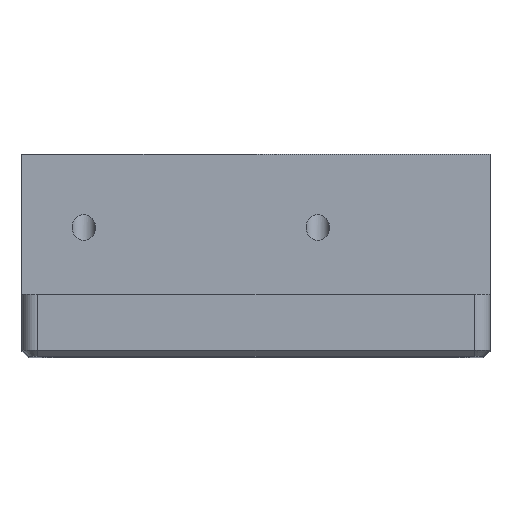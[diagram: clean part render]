
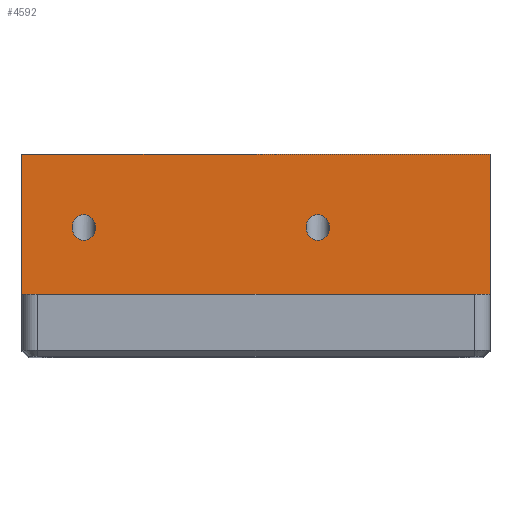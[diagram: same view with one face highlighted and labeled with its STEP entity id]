
A CAD part, top view. The second image highlights one B-rep face of the part: STEP entity #4592.
In plain terms, the highlighted planar face has unit normal (0, 0, 1).
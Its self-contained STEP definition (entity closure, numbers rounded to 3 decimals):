
#1503=DIRECTION('',(0.,1.,0.));
#1504=VECTOR('',#1503,9.);
#1505=CARTESIAN_POINT('',(111.699,105.5,85.103));
#1506=LINE('',#1505,#1504);
#1549=DIRECTION('',(0.,1.,0.));
#1550=VECTOR('',#1549,9.);
#1551=CARTESIAN_POINT('',(141.699,105.5,85.103));
#1552=LINE('',#1551,#1550);
#1570=DIRECTION('',(1.,0.,0.));
#1571=VECTOR('',#1570,30.);
#1572=CARTESIAN_POINT('',(111.699,105.5,85.103));
#1573=LINE('',#1572,#1571);
#1574=CARTESIAN_POINT('',(114.914,109.821,85.103));
#1575=CARTESIAN_POINT('',(114.914,109.919,85.103));
#1576=CARTESIAN_POINT('',(114.946,110.13,85.103));
#1577=CARTESIAN_POINT('',(115.117,110.424,85.103));
#1578=CARTESIAN_POINT('',(115.386,110.614,85.103));
#1579=CARTESIAN_POINT('',(115.664,110.667,85.103));
#1580=CARTESIAN_POINT('',(115.941,110.614,85.103));
#1581=CARTESIAN_POINT('',(116.211,110.424,85.103));
#1582=CARTESIAN_POINT('',(116.382,110.13,85.103));
#1583=CARTESIAN_POINT('',(116.414,109.919,85.103));
#1584=CARTESIAN_POINT('',(116.414,109.821,85.103));
#1586=CARTESIAN_POINT('',(129.914,109.821,85.103));
#1587=CARTESIAN_POINT('',(129.914,109.919,85.103));
#1588=CARTESIAN_POINT('',(129.946,110.13,85.103));
#1589=CARTESIAN_POINT('',(130.117,110.424,85.103));
#1590=CARTESIAN_POINT('',(130.386,110.614,85.103));
#1591=CARTESIAN_POINT('',(130.664,110.667,85.103));
#1592=CARTESIAN_POINT('',(130.941,110.614,85.103));
#1593=CARTESIAN_POINT('',(131.211,110.424,85.103));
#1594=CARTESIAN_POINT('',(131.382,110.13,85.103));
#1595=CARTESIAN_POINT('',(131.414,109.919,85.103));
#1596=CARTESIAN_POINT('',(131.414,109.821,85.103));
#1598=DIRECTION('',(1.,0.,0.));
#1599=VECTOR('',#1598,30.);
#1600=CARTESIAN_POINT('',(111.699,114.5,85.103));
#1601=LINE('',#1600,#1599);
#1814=CARTESIAN_POINT('',(116.414,109.821,85.103));
#1815=CARTESIAN_POINT('',(116.414,109.724,85.103));
#1816=CARTESIAN_POINT('',(116.382,109.513,85.103));
#1817=CARTESIAN_POINT('',(116.211,109.219,85.103));
#1818=CARTESIAN_POINT('',(115.941,109.029,85.103));
#1819=CARTESIAN_POINT('',(115.664,108.976,85.103));
#1820=CARTESIAN_POINT('',(115.386,109.029,85.103));
#1821=CARTESIAN_POINT('',(115.117,109.219,85.103));
#1822=CARTESIAN_POINT('',(114.946,109.513,85.103));
#1823=CARTESIAN_POINT('',(114.914,109.724,85.103));
#1824=CARTESIAN_POINT('',(114.914,109.821,85.103));
#1834=CARTESIAN_POINT('',(131.414,109.821,85.103));
#1835=CARTESIAN_POINT('',(131.414,109.724,85.103));
#1836=CARTESIAN_POINT('',(131.382,109.513,85.103));
#1837=CARTESIAN_POINT('',(131.211,109.219,85.103));
#1838=CARTESIAN_POINT('',(130.941,109.029,85.103));
#1839=CARTESIAN_POINT('',(130.664,108.976,85.103));
#1840=CARTESIAN_POINT('',(130.386,109.029,85.103));
#1841=CARTESIAN_POINT('',(130.117,109.219,85.103));
#1842=CARTESIAN_POINT('',(129.946,109.513,85.103));
#1843=CARTESIAN_POINT('',(129.914,109.724,85.103));
#1844=CARTESIAN_POINT('',(129.914,109.821,85.103));
#1934=CARTESIAN_POINT('',(111.699,105.5,85.103));
#1935=CARTESIAN_POINT('',(111.699,114.5,85.103));
#1936=VERTEX_POINT('',#1934);
#1937=VERTEX_POINT('',#1935);
#1940=CARTESIAN_POINT('',(141.699,105.5,85.103));
#1941=CARTESIAN_POINT('',(141.699,114.5,85.103));
#1942=VERTEX_POINT('',#1940);
#1943=VERTEX_POINT('',#1941);
#2142=VERTEX_POINT('',#1574);
#2143=VERTEX_POINT('',#1584);
#2144=VERTEX_POINT('',#1586);
#2145=VERTEX_POINT('',#1596);
#4568=CARTESIAN_POINT('',(111.699,105.5,85.103));
#4569=DIRECTION('',(0.,0.,1.));
#4570=DIRECTION('',(0.,1.,0.));
#4571=AXIS2_PLACEMENT_3D('',#4568,#4569,#4570);
#4572=PLANE('',#4571);
#4573=ORIENTED_EDGE('',*,*,#4488,.T.);
#4575=ORIENTED_EDGE('',*,*,#4574,.T.);
#4576=ORIENTED_EDGE('',*,*,#4546,.F.);
#4577=ORIENTED_EDGE('',*,*,#2399,.F.);
#4578=EDGE_LOOP('',(#4573,#4575,#4576,#4577));
#4579=FACE_OUTER_BOUND('',#4578,.F.);
#4581=ORIENTED_EDGE('',*,*,#4580,.F.);
#4583=ORIENTED_EDGE('',*,*,#4582,.F.);
#4584=EDGE_LOOP('',(#4581,#4583));
#4585=FACE_BOUND('',#4584,.F.);
#4587=ORIENTED_EDGE('',*,*,#4586,.F.);
#4589=ORIENTED_EDGE('',*,*,#4588,.F.);
#4590=EDGE_LOOP('',(#4587,#4589));
#4591=FACE_BOUND('',#4590,.F.);
#4592=ADVANCED_FACE('',(#4579,#4585,#4591),#4572,.T.);
#1585=B_SPLINE_CURVE_WITH_KNOTS('',3,(#1574,#1575,#1576,#1577,#1578,#1579,#1580,
#1581,#1582,#1583,#1584),.UNSPECIFIED.,.F.,.F.,(4,1,1,1,1,1,1,1,4),(0.,
0.125,0.25,0.375,0.5,0.625,0.75,0.875,1.),.UNSPECIFIED.);
#1597=B_SPLINE_CURVE_WITH_KNOTS('',3,(#1586,#1587,#1588,#1589,#1590,#1591,#1592,
#1593,#1594,#1595,#1596),.UNSPECIFIED.,.F.,.F.,(4,1,1,1,1,1,1,1,4),(0.,
0.125,0.25,0.375,0.5,0.625,0.75,0.875,1.),.UNSPECIFIED.);
#1825=B_SPLINE_CURVE_WITH_KNOTS('',3,(#1814,#1815,#1816,#1817,#1818,#1819,#1820,
#1821,#1822,#1823,#1824),.UNSPECIFIED.,.F.,.F.,(4,1,1,1,1,1,1,1,4),(0.,
0.125,0.25,0.375,0.5,0.625,0.75,0.875,1.),.UNSPECIFIED.);
#1845=B_SPLINE_CURVE_WITH_KNOTS('',3,(#1834,#1835,#1836,#1837,#1838,#1839,#1840,
#1841,#1842,#1843,#1844),.UNSPECIFIED.,.F.,.F.,(4,1,1,1,1,1,1,1,4),(0.,
0.125,0.25,0.375,0.5,0.625,0.75,0.875,1.),.UNSPECIFIED.);
#2399=EDGE_CURVE('',#1936,#1942,#1573,.T.);
#4488=EDGE_CURVE('',#1936,#1937,#1506,.T.);
#4546=EDGE_CURVE('',#1942,#1943,#1552,.T.);
#4574=EDGE_CURVE('',#1937,#1943,#1601,.T.);
#4580=EDGE_CURVE('',#2143,#2142,#1825,.T.);
#4582=EDGE_CURVE('',#2142,#2143,#1585,.T.);
#4586=EDGE_CURVE('',#2145,#2144,#1845,.T.);
#4588=EDGE_CURVE('',#2144,#2145,#1597,.T.);
